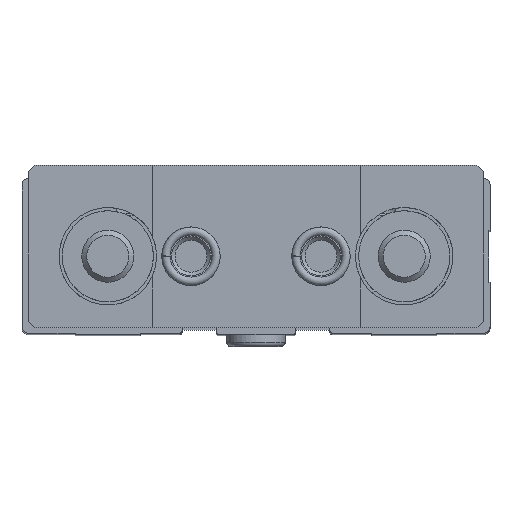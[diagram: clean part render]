
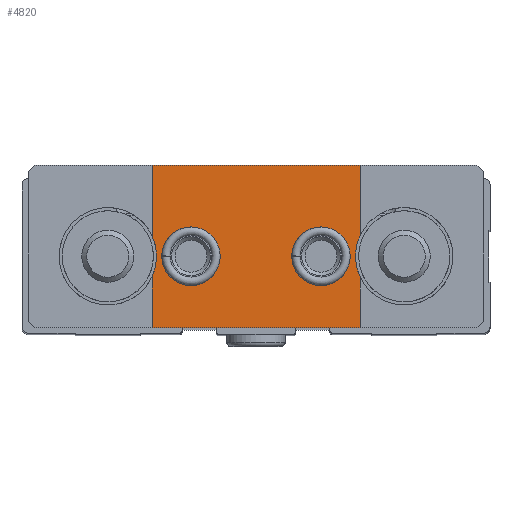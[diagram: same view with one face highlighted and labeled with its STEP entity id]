
A CAD part, top view. The second image highlights one B-rep face of the part: STEP entity #4820.
In plain terms, the highlighted planar face has unit normal (0, 0, 1).
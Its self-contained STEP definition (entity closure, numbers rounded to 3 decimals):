
#496=LINE('',#7950,#826);
#498=LINE('',#7954,#828);
#506=LINE('',#8001,#836);
#508=LINE('',#8005,#838);
#544=LINE('',#8117,#874);
#552=LINE('',#8131,#882);
#826=VECTOR('',#6434,1000.);
#828=VECTOR('',#6438,1000.);
#836=VECTOR('',#6456,1000.);
#838=VECTOR('',#6460,1000.);
#874=VECTOR('',#6540,1000.);
#882=VECTOR('',#6552,1000.);
#1780=ORIENTED_EDGE('',*,*,#2676,.F.);
#1781=ORIENTED_EDGE('',*,*,#2677,.F.);
#1782=ORIENTED_EDGE('',*,*,#2581,.T.);
#1783=ORIENTED_EDGE('',*,*,#2678,.T.);
#1784=ORIENTED_EDGE('',*,*,#2583,.T.);
#1785=ORIENTED_EDGE('',*,*,#2657,.T.);
#1786=ORIENTED_EDGE('',*,*,#2597,.T.);
#1787=ORIENTED_EDGE('',*,*,#2679,.T.);
#1788=ORIENTED_EDGE('',*,*,#2599,.T.);
#1789=ORIENTED_EDGE('',*,*,#2649,.T.);
#2581=EDGE_CURVE('',#3134,#3133,#496,.T.);
#2583=EDGE_CURVE('',#3135,#3136,#498,.T.);
#2597=EDGE_CURVE('',#3149,#3148,#506,.T.);
#2599=EDGE_CURVE('',#3150,#3151,#508,.T.);
#2649=EDGE_CURVE('',#3151,#3134,#544,.T.);
#2657=EDGE_CURVE('',#3136,#3149,#552,.T.);
#2676=EDGE_CURVE('',#3194,#3194,#3466,.T.);
#2677=EDGE_CURVE('',#3195,#3195,#3467,.T.);
#2678=EDGE_CURVE('',#3133,#3135,#3468,.F.);
#2679=EDGE_CURVE('',#3148,#3150,#3469,.F.);
#3133=VERTEX_POINT('',#7949);
#3134=VERTEX_POINT('',#7951);
#3135=VERTEX_POINT('',#7955);
#3136=VERTEX_POINT('',#7956);
#3148=VERTEX_POINT('',#8000);
#3149=VERTEX_POINT('',#8002);
#3150=VERTEX_POINT('',#8006);
#3151=VERTEX_POINT('',#8007);
#3194=VERTEX_POINT('',#8162);
#3195=VERTEX_POINT('',#8164);
#3466=CIRCLE('',#5364,4.5);
#3467=CIRCLE('',#5365,4.5);
#3468=CIRCLE('',#5366,7.5);
#3469=CIRCLE('',#5367,7.5);
#3815=EDGE_LOOP('',(#1780));
#3816=EDGE_LOOP('',(#1781));
#3817=EDGE_LOOP('',(#1782,#1783,#1784,#1785,#1786,#1787,#1788,#1789));
#4289=FACE_BOUND('',#3815,.T.);
#4290=FACE_BOUND('',#3816,.T.);
#4291=FACE_BOUND('',#3817,.T.);
#4575=PLANE('',#5363);
#4820=ADVANCED_FACE('',(#4289,#4290,#4291),#4575,.T.);
#5363=AXIS2_PLACEMENT_3D('',#8160,#6584,#6585);
#5364=AXIS2_PLACEMENT_3D('',#8161,#6586,#6587);
#5365=AXIS2_PLACEMENT_3D('',#8163,#6588,#6589);
#5366=AXIS2_PLACEMENT_3D('',#8165,#6590,#6591);
#5367=AXIS2_PLACEMENT_3D('',#8166,#6592,#6593);
#6434=DIRECTION('',(0.,-1.,0.));
#6438=DIRECTION('',(0.,-1.,0.));
#6456=DIRECTION('',(0.,1.,0.));
#6460=DIRECTION('',(0.,1.,0.));
#6540=DIRECTION('',(-1.,0.,0.));
#6552=DIRECTION('',(1.,0.,0.));
#6584=DIRECTION('',(0.,0.,1.));
#6585=DIRECTION('',(1.,0.,0.));
#6586=DIRECTION('',(0.,0.,1.));
#6587=DIRECTION('',(1.,0.,0.));
#6588=DIRECTION('',(0.,0.,1.));
#6589=DIRECTION('',(1.,0.,0.));
#6590=DIRECTION('',(0.,0.,1.));
#6591=DIRECTION('',(1.,0.,0.));
#6592=DIRECTION('',(0.,0.,1.));
#6593=DIRECTION('',(1.,0.,0.));
#7949=CARTESIAN_POINT('',(-16.,3.164,22.));
#7950=CARTESIAN_POINT('',(-16.,0.,22.));
#7951=CARTESIAN_POINT('',(-16.,14.,22.));
#7954=CARTESIAN_POINT('',(-16.,0.,22.));
#7955=CARTESIAN_POINT('',(-16.,-3.164,22.));
#7956=CARTESIAN_POINT('',(-16.,-11.,22.));
#8000=CARTESIAN_POINT('',(16.,-3.164,22.));
#8001=CARTESIAN_POINT('',(16.,0.,22.));
#8002=CARTESIAN_POINT('',(16.,-11.,22.));
#8005=CARTESIAN_POINT('',(16.,0.,22.));
#8006=CARTESIAN_POINT('',(16.,3.164,22.));
#8007=CARTESIAN_POINT('',(16.,14.,22.));
#8117=CARTESIAN_POINT('',(35.,14.,22.));
#8131=CARTESIAN_POINT('',(-35.,-11.,22.));
#8160=CARTESIAN_POINT('',(0.,0.,22.));
#8161=CARTESIAN_POINT('',(-10.,0.,22.));
#8162=CARTESIAN_POINT('',(-5.5,0.,22.));
#8163=CARTESIAN_POINT('',(10.,0.,22.));
#8164=CARTESIAN_POINT('',(14.5,0.,22.));
#8165=CARTESIAN_POINT('',(-22.8,0.,22.));
#8166=CARTESIAN_POINT('',(22.8,0.,22.));
